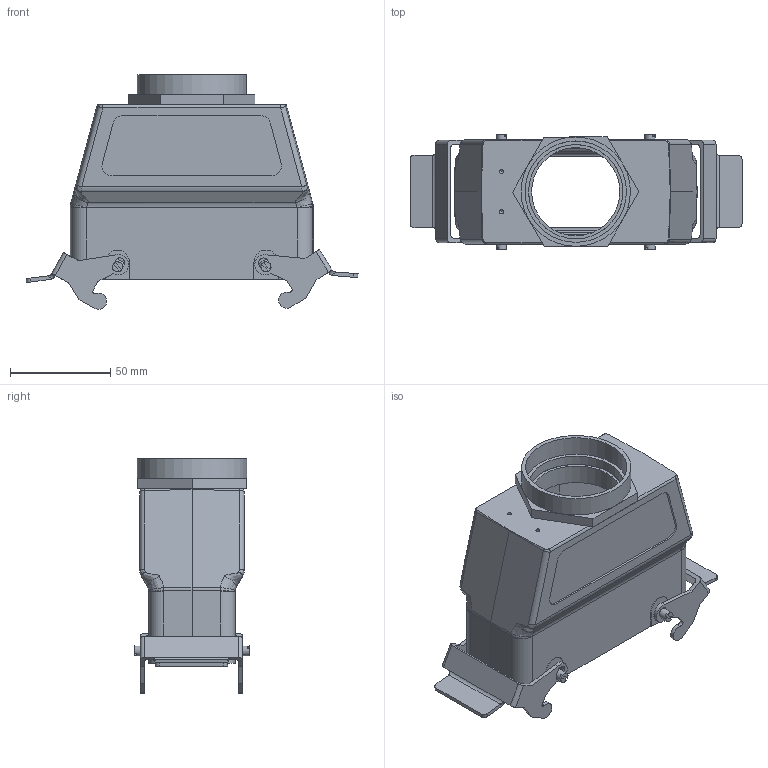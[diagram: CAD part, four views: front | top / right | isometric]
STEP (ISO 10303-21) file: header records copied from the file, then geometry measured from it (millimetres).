
FILE_DESCRIPTION((''),'2;1');
FILE_NAME('04300240477.stp','2020-07-07T15:53:56',('e.eickhoff'),(''),'Autodesk Inventor 2012','Autodesk Inventor 2012','');
FILE_SCHEMA(('AUTOMOTIVE_DESIGN { 1 0 10303 214 1 1 1 1 }'));
Length unit declared in the file: millimetre
Products named in the file (4): 04300240477; Metallbügel Quer; MZM36-M50
Assembly tree (4 placements, depth 2):
  04300240477
    04300240477
    Metallbügel Quer  x2
    MZM36-M50
Bounding box: 165.46 x 57.4 x 116.98 mm (x, y, z)
Volume: 145911.8 mm3; surface area: 79219.6 mm2
Topology: 4 solids, 4 shells, 498 faces, 1275 edges, 799 vertices
Faces by surface type: plane 262, cylinder 162, bspline 46, torus 10, cone 10, sphere 8
Full cylindrical faces by diameter (mm): 2 x2, 2.75 x1, 3 x4, 3.25 x1, 5 x4, 7 x4, 44 x1, 47 x3, 50.5 x1, 54.5 x1
Entity records: 14629 total; most frequent: CARTESIAN_POINT 3814, DIRECTION 2214, ORIENTED_EDGE 2158, EDGE_CURVE 1079, AXIS2_PLACEMENT_3D 767, VERTEX_POINT 692, VECTOR 680, LINE 680
